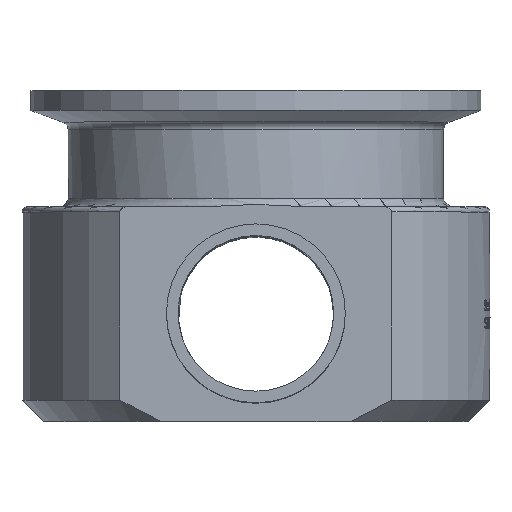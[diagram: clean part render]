
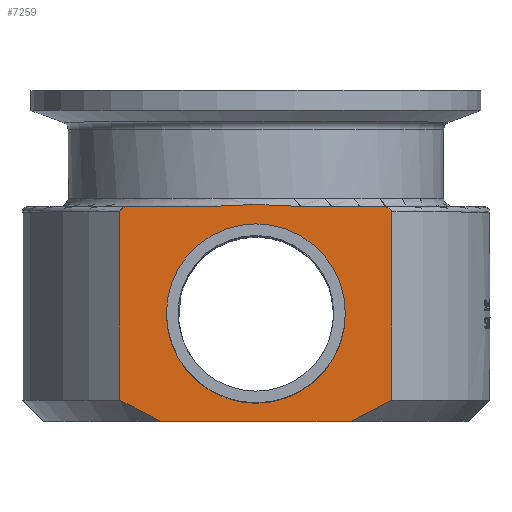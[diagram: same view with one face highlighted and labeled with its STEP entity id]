
A CAD part, top view. The second image highlights one B-rep face of the part: STEP entity #7259.
In plain terms, the highlighted planar face has unit normal (0, 0, 1).
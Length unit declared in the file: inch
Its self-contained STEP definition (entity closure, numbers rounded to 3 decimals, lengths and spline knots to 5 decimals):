
#27=(
BOUNDED_CURVE()
B_SPLINE_CURVE(2,(#15601,#15602,#15603),.UNSPECIFIED.,.F.,.F.)
B_SPLINE_CURVE_WITH_KNOTS((3,3),(0.,0.65276),.UNSPECIFIED.)
CURVE()
GEOMETRIC_REPRESENTATION_ITEM()
RATIONAL_B_SPLINE_CURVE((1.,1.004,1.))
REPRESENTATION_ITEM('')
);
#28=(
BOUNDED_CURVE()
B_SPLINE_CURVE(2,(#15606,#15607,#15608),.UNSPECIFIED.,.F.,.F.)
B_SPLINE_CURVE_WITH_KNOTS((3,3),(0.,0.65276),.UNSPECIFIED.)
CURVE()
GEOMETRIC_REPRESENTATION_ITEM()
RATIONAL_B_SPLINE_CURVE((1.,1.004,1.))
REPRESENTATION_ITEM('')
);
#145=FACE_BOUND('',#1323,.T.);
#507=PLANE('',#7743);
#884=FACE_OUTER_BOUND('',#1322,.T.);
#1322=EDGE_LOOP('',(#6675,#6676,#6677,#6678,#6679,#6680,#6681,#6682,#6683,
#6684));
#1323=EDGE_LOOP('',(#6685));
#1696=B_SPLINE_CURVE_WITH_KNOTS('',3,(#15610,#15611,#15612,#15613,#15614,
#15615,#15616,#15617,#15618,#15619),.UNSPECIFIED.,.F.,.F.,(4,2,2,2,4),(-0.15906,
-0.09929,-0.05491,-0.0234,0.),
 .UNSPECIFIED.);
#1697=B_SPLINE_CURVE_WITH_KNOTS('',3,(#15623,#15624,#15625,#15626,#15627,
#15628,#15629,#15630,#15631,#15632,#15633,#15634,#15635,#15636),
 .UNSPECIFIED.,.F.,.F.,(4,2,2,2,2,2,4),(1.41765,1.6123,
1.81852,2.02474,2.23097,2.43719,2.63184),
 .UNSPECIFIED.);
#1698=B_SPLINE_CURVE_WITH_KNOTS('',3,(#15640,#15641,#15642,#15643,#15644,
#15645,#15646,#15647,#15648,#15649),.UNSPECIFIED.,.F.,.F.,(4,2,2,2,4),(0.,
0.0234,0.05491,0.09929,0.15906),
 .UNSPECIFIED.);
#1872=CIRCLE('',#7744,0.5);
#2356=LINE('',#15578,#2826);
#2358=LINE('',#15605,#2828);
#2359=LINE('',#15621,#2829);
#2360=LINE('',#15638,#2830);
#2361=LINE('',#15650,#2831);
#2826=VECTOR('',#9138,1.052);
#2828=VECTOR('',#9166,1.064);
#2829=VECTOR('',#9167,0.45275);
#2830=VECTOR('',#9168,0.45275);
#2831=VECTOR('',#9169,1.052);
#3516=VERTEX_POINT('',#15576);
#3517=VERTEX_POINT('',#15577);
#3524=VERTEX_POINT('',#15599);
#3525=VERTEX_POINT('',#15600);
#3526=VERTEX_POINT('',#15604);
#3527=VERTEX_POINT('',#15609);
#3528=VERTEX_POINT('',#15620);
#3529=VERTEX_POINT('',#15622);
#3530=VERTEX_POINT('',#15637);
#3531=VERTEX_POINT('',#15639);
#3532=VERTEX_POINT('',#15651);
#4578=EDGE_CURVE('',#3516,#3517,#2356,.T.);
#4586=EDGE_CURVE('',#3524,#3525,#27,.T.);
#4587=EDGE_CURVE('',#3526,#3524,#2358,.T.);
#4588=EDGE_CURVE('',#3517,#3526,#28,.T.);
#4589=EDGE_CURVE('',#3527,#3516,#1696,.T.);
#4590=EDGE_CURVE('',#3528,#3527,#2359,.T.);
#4591=EDGE_CURVE('',#3529,#3528,#1697,.T.);
#4592=EDGE_CURVE('',#3530,#3529,#2360,.T.);
#4593=EDGE_CURVE('',#3531,#3530,#1698,.T.);
#4594=EDGE_CURVE('',#3525,#3531,#2361,.T.);
#4595=EDGE_CURVE('',#3532,#3532,#1872,.T.);
#6675=ORIENTED_EDGE('',*,*,#4586,.F.);
#6676=ORIENTED_EDGE('',*,*,#4587,.F.);
#6677=ORIENTED_EDGE('',*,*,#4588,.F.);
#6678=ORIENTED_EDGE('',*,*,#4578,.F.);
#6679=ORIENTED_EDGE('',*,*,#4589,.F.);
#6680=ORIENTED_EDGE('',*,*,#4590,.F.);
#6681=ORIENTED_EDGE('',*,*,#4591,.F.);
#6682=ORIENTED_EDGE('',*,*,#4592,.F.);
#6683=ORIENTED_EDGE('',*,*,#4593,.F.);
#6684=ORIENTED_EDGE('',*,*,#4594,.F.);
#6685=ORIENTED_EDGE('',*,*,#4595,.F.);
#7259=ADVANCED_FACE('',(#884,#145),#507,.F.);
#7743=AXIS2_PLACEMENT_3D('',#15598,#9164,#9165);
#7744=AXIS2_PLACEMENT_3D('',#15652,#9170,#9171);
#9138=DIRECTION('',(0.,-1.,0.));
#9164=DIRECTION('center_axis',(0.,0.,
-1.));
#9165=DIRECTION('ref_axis',(1.,0.,0.));
#9166=DIRECTION('',(-1.,0.,0.));
#9167=DIRECTION('',(1.,0.,0.));
#9168=DIRECTION('',(1.,0.,0.));
#9169=DIRECTION('',(0.,1.,0.));
#9170=DIRECTION('center_axis',(0.,0.,
1.));
#9171=DIRECTION('ref_axis',(0.,1.,0.));
#15576=CARTESIAN_POINT('',(0.7602,0.57,1.065));
#15577=CARTESIAN_POINT('',(0.7602,-0.482,1.065));
#15578=CARTESIAN_POINT('',(0.7602,0.,1.065));
#15598=CARTESIAN_POINT('Origin',(0.,0.0225,
1.065));
#15599=CARTESIAN_POINT('',(-0.532,-0.6,1.065));
#15600=CARTESIAN_POINT('',(-0.7602,-0.482,1.065));
#15601=CARTESIAN_POINT('Ctrl Pts',(-0.532,-0.6,1.065));
#15602=CARTESIAN_POINT('Ctrl Pts',(-0.64071,-0.55142,
1.065));
#15603=CARTESIAN_POINT('Ctrl Pts',(-0.7602,-0.482,
1.065));
#15604=CARTESIAN_POINT('',(0.532,-0.6,1.065));
#15605=CARTESIAN_POINT('',(0.,-0.6,1.065));
#15606=CARTESIAN_POINT('Ctrl Pts',(0.7602,-0.482,
1.065));
#15607=CARTESIAN_POINT('Ctrl Pts',(0.64071,-0.55142,
1.065));
#15608=CARTESIAN_POINT('Ctrl Pts',(0.532,-0.6,1.065));
#15609=CARTESIAN_POINT('',(0.70731,0.6,1.065));
#15610=CARTESIAN_POINT('Ctrl Pts',(0.70731,0.6,
1.065));
#15611=CARTESIAN_POINT('Ctrl Pts',(0.71516,0.6,1.065));
#15612=CARTESIAN_POINT('Ctrl Pts',(0.7245,0.59883,
1.065));
#15613=CARTESIAN_POINT('Ctrl Pts',(0.73761,0.59498,
1.065));
#15614=CARTESIAN_POINT('Ctrl Pts',(0.74402,0.59218,
1.065));
#15615=CARTESIAN_POINT('Ctrl Pts',(0.75211,0.58639,
1.065));
#15616=CARTESIAN_POINT('Ctrl Pts',(0.75563,0.58289,
1.065));
#15617=CARTESIAN_POINT('Ctrl Pts',(0.75916,0.57661,
1.065));
#15618=CARTESIAN_POINT('Ctrl Pts',(0.7602,0.57307,
1.065));
#15619=CARTESIAN_POINT('Ctrl Pts',(0.7602,0.57,
1.065));
#15620=CARTESIAN_POINT('',(0.25456,0.6,1.065));
#15621=CARTESIAN_POINT('',(0.,0.6,1.065));
#15622=CARTESIAN_POINT('',(-0.25456,0.6,1.065));
#15623=CARTESIAN_POINT('Ctrl Pts',(-0.25456,0.6,
1.065));
#15624=CARTESIAN_POINT('Ctrl Pts',(-0.22901,0.6,
1.065));
#15625=CARTESIAN_POINT('Ctrl Pts',(-0.19839,0.6014,
1.065));
#15626=CARTESIAN_POINT('Ctrl Pts',(-0.14588,0.60462,
1.065));
#15627=CARTESIAN_POINT('Ctrl Pts',(-0.1162,0.60687,
1.065));
#15628=CARTESIAN_POINT('Ctrl Pts',(-0.05679,0.61038,
1.065));
#15629=CARTESIAN_POINT('Ctrl Pts',(-0.02706,0.61146,
1.065));
#15630=CARTESIAN_POINT('Ctrl Pts',(0.02706,0.61146,
1.065));
#15631=CARTESIAN_POINT('Ctrl Pts',(0.05679,0.61038,1.065));
#15632=CARTESIAN_POINT('Ctrl Pts',(0.1162,0.60687,
1.065));
#15633=CARTESIAN_POINT('Ctrl Pts',(0.14588,0.60462,
1.065));
#15634=CARTESIAN_POINT('Ctrl Pts',(0.19839,0.6014,1.065));
#15635=CARTESIAN_POINT('Ctrl Pts',(0.22901,0.6,
1.065));
#15636=CARTESIAN_POINT('Ctrl Pts',(0.25456,0.6,
1.065));
#15637=CARTESIAN_POINT('',(-0.70731,0.6,1.065));
#15638=CARTESIAN_POINT('',(0.,0.6,1.065));
#15639=CARTESIAN_POINT('',(-0.7602,0.57,1.065));
#15640=CARTESIAN_POINT('Ctrl Pts',(-0.7602,0.57,
1.065));
#15641=CARTESIAN_POINT('Ctrl Pts',(-0.7602,0.57307,
1.065));
#15642=CARTESIAN_POINT('Ctrl Pts',(-0.75916,0.57661,
1.065));
#15643=CARTESIAN_POINT('Ctrl Pts',(-0.75563,0.58289,
1.065));
#15644=CARTESIAN_POINT('Ctrl Pts',(-0.75211,0.58639,
1.065));
#15645=CARTESIAN_POINT('Ctrl Pts',(-0.74402,0.59218,
1.065));
#15646=CARTESIAN_POINT('Ctrl Pts',(-0.73761,0.59498,
1.065));
#15647=CARTESIAN_POINT('Ctrl Pts',(-0.7245,0.59883,
1.065));
#15648=CARTESIAN_POINT('Ctrl Pts',(-0.71516,0.6,
1.065));
#15649=CARTESIAN_POINT('Ctrl Pts',(-0.70731,0.6,
1.065));
#15650=CARTESIAN_POINT('',(-0.7602,0.,1.065));
#15651=CARTESIAN_POINT('',(0.,-0.5,1.065));
#15652=CARTESIAN_POINT('Origin',(0.,0.,
1.065));
